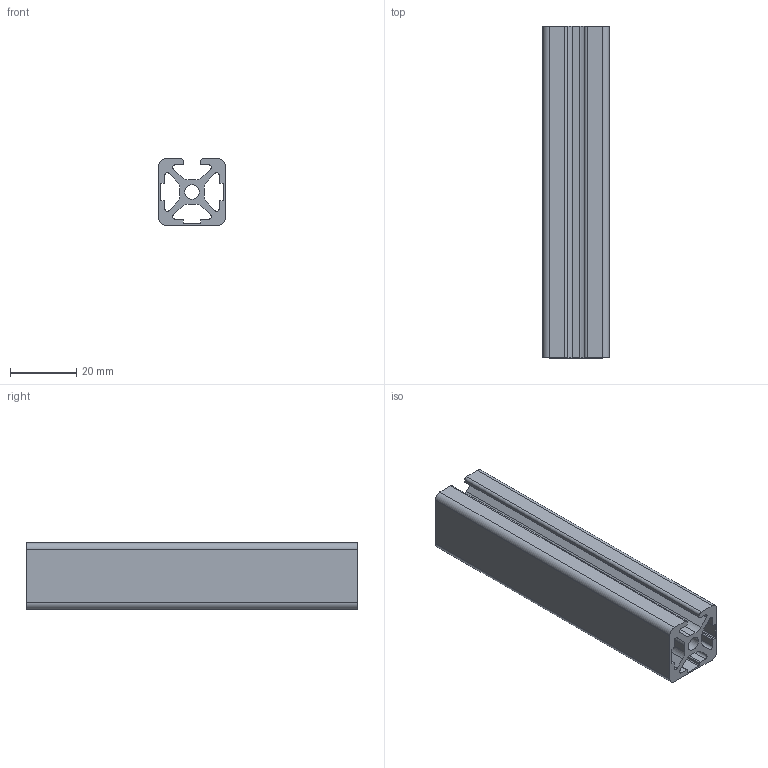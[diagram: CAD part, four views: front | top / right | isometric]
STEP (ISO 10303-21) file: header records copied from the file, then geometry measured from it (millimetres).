
FILE_DESCRIPTION( ( 'Unknown' ), '1' );
FILE_NAME( '7115015', 'Unknown', ( 'Unknown' ), ( 'JUGARD+KÜNSTNER GmbH' ), 'XStep 1.0', 'Unknown', ' ' );
FILE_SCHEMA( ( 'automotive_design' ) );
Length unit declared in the file: millimetre
Products named in the file (1): 1
Bounding box: 20 x 100 x 20 mm (x, y, z)
Volume: 19213.7 mm3; surface area: 20139.4 mm2
Topology: 1 solids, 1 shells, 75 faces, 219 edges, 146 vertices
Faces by surface type: plane 38, cylinder 37
Full cylindrical faces by diameter (mm): 4.3 x1
Entity records: 3134 total; most frequent: DIRECTION 444, CARTESIAN_POINT 440, ORIENTED_EDGE 436, EDGE_CURVE 218, AXIS2_PLACEMENT_3D 150, VERTEX_POINT 146, LINE 144, VECTOR 144
